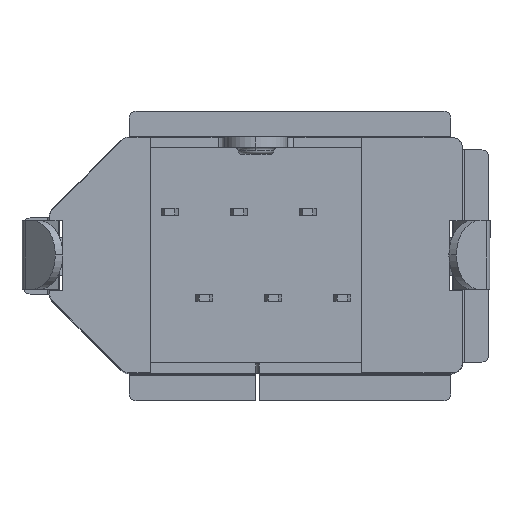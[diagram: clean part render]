
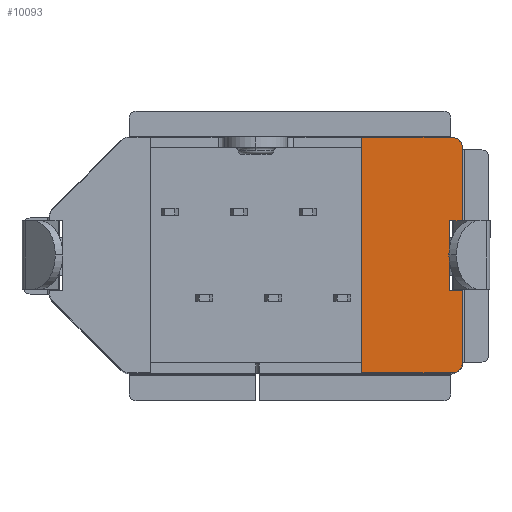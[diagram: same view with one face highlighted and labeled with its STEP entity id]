
A CAD part, top view. The second image highlights one B-rep face of the part: STEP entity #10093.
In plain terms, the highlighted planar face has unit normal (0, 0, 1).
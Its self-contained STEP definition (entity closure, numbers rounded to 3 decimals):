
#28 = LINE ( 'NONE', #16731, #2499 ) ;
#86 = LINE ( 'NONE', #5247, #15234 ) ;
#405 = DIRECTION ( 'NONE',  ( 1., 0., 0. ) ) ;
#1397 = LINE ( 'NONE', #10305, #11190 ) ;
#1463 = CIRCLE ( 'NONE', #11753, 0.3 ) ;
#1634 = DIRECTION ( 'NONE',  ( 0., 0., 1. ) ) ;
#1663 = FACE_OUTER_BOUND ( 'NONE', #9765, .T. ) ;
#1741 = CARTESIAN_POINT ( 'NONE',  ( 5.605, 0.998, 14.85 ) ) ;
#1789 = CARTESIAN_POINT ( 'NONE',  ( 5.893, 1., 14.85 ) ) ;
#1859 = VERTEX_POINT ( 'NONE', #8550 ) ;
#2425 = CARTESIAN_POINT ( 'NONE',  ( 5.985, -1.032, 14.85 ) ) ;
#2499 = VECTOR ( 'NONE', #7569, 1000. ) ;
#2801 = CARTESIAN_POINT ( 'NONE',  ( 5.893, 0.998, 14.85 ) ) ;
#2814 = VERTEX_POINT ( 'NONE', #9149 ) ;
#2856 = EDGE_CURVE ( 'NONE', #1859, #6684, #16699, .T. ) ;
#3295 = VERTEX_POINT ( 'NONE', #6561 ) ;
#3489 = ORIENTED_EDGE ( 'NONE', *, *, #10983, .T. ) ;
#3671 = CIRCLE ( 'NONE', #8004, 0.3 ) ;
#3819 = VERTEX_POINT ( 'NONE', #4169 ) ;
#3935 = ORIENTED_EDGE ( 'NONE', *, *, #4725, .T. ) ;
#4077 = DIRECTION ( 'NONE',  ( 0., 0., 1. ) ) ;
#4169 = CARTESIAN_POINT ( 'NONE',  ( 3.07, -3.41, 14.85 ) ) ;
#4725 = EDGE_CURVE ( 'NONE', #7636, #3295, #11924, .T. ) ;
#4895 = CARTESIAN_POINT ( 'NONE',  ( 5.685, 3.41, 14.85 ) ) ;
#5032 = VECTOR ( 'NONE', #13693, 1000. ) ;
#5085 = CARTESIAN_POINT ( 'NONE',  ( 5.985, -3.11, 14.85 ) ) ;
#5229 = VECTOR ( 'NONE', #7592, 1000. ) ;
#5247 = CARTESIAN_POINT ( 'NONE',  ( -3.685, -3.41, 14.85 ) ) ;
#5434 = EDGE_CURVE ( 'NONE', #3819, #6677, #86, .T. ) ;
#5471 = CARTESIAN_POINT ( 'NONE',  ( 5.715, 1., 14.85 ) ) ;
#5806 = ORIENTED_EDGE ( 'NONE', *, *, #12513, .T. ) ;
#5859 = EDGE_CURVE ( 'NONE', #9657, #10456, #28, .T. ) ;
#5999 = VECTOR ( 'NONE', #15430, 1000. ) ;
#6235 = DIRECTION ( 'NONE',  ( 1., 0., 0. ) ) ;
#6429 = VECTOR ( 'NONE', #14271, 1000. ) ;
#6496 = CARTESIAN_POINT ( 'NONE',  ( 5.685, -3.41, 14.85 ) ) ;
#6544 = EDGE_CURVE ( 'NONE', #10456, #9478, #14315, .T. ) ;
#6561 = CARTESIAN_POINT ( 'NONE',  ( 5.985, 1., 14.85 ) ) ;
#6582 = EDGE_CURVE ( 'NONE', #10683, #16381, #1397, .T. ) ;
#6677 = VERTEX_POINT ( 'NONE', #6496 ) ;
#6684 = VERTEX_POINT ( 'NONE', #10893 ) ;
#6998 = ORIENTED_EDGE ( 'NONE', *, *, #2856, .T. ) ;
#7126 = EDGE_CURVE ( 'NONE', #2814, #10683, #1463, .T. ) ;
#7492 = ORIENTED_EDGE ( 'NONE', *, *, #7126, .T. ) ;
#7536 = DIRECTION ( 'NONE',  ( 0., -1., 0. ) ) ;
#7569 = DIRECTION ( 'NONE',  ( -1., 0., 0. ) ) ;
#7592 = DIRECTION ( 'NONE',  ( 0., -1., 0. ) ) ;
#7636 = VERTEX_POINT ( 'NONE', #1789 ) ;
#7723 = ORIENTED_EDGE ( 'NONE', *, *, #6544, .F. ) ;
#8004 = AXIS2_PLACEMENT_3D ( 'NONE', #13248, #4077, #15847 ) ;
#8550 = CARTESIAN_POINT ( 'NONE',  ( 5.985, -3.11, 14.85 ) ) ;
#8777 = ORIENTED_EDGE ( 'NONE', *, *, #9532, .F. ) ;
#9060 = CARTESIAN_POINT ( 'NONE',  ( 5.893, 0., 14.85 ) ) ;
#9149 = CARTESIAN_POINT ( 'NONE',  ( 5.985, 3.11, 14.85 ) ) ;
#9397 = ORIENTED_EDGE ( 'NONE', *, *, #10812, .T. ) ;
#9478 = VERTEX_POINT ( 'NONE', #15980 ) ;
#9532 = EDGE_CURVE ( 'NONE', #9478, #6684, #10053, .T. ) ;
#9551 = PLANE ( 'NONE',  #16459 ) ;
#9639 = CARTESIAN_POINT ( 'NONE',  ( 5.675, 3.1, 14.85 ) ) ;
#9657 = VERTEX_POINT ( 'NONE', #2801 ) ;
#9765 = EDGE_LOOP ( 'NONE', ( #13145, #3935, #5806, #7492, #15343, #9397, #10494, #3489, #6998, #8777, #7723, #11717 ) ) ;
#10053 = LINE ( 'NONE', #2425, #11575 ) ;
#10093 = ADVANCED_FACE ( 'NONE', ( #1663 ), #9551, .T. ) ;
#10305 = CARTESIAN_POINT ( 'NONE',  ( 5.685, 3.41, 14.85 ) ) ;
#10456 = VERTEX_POINT ( 'NONE', #1741 ) ;
#10494 = ORIENTED_EDGE ( 'NONE', *, *, #5434, .T. ) ;
#10649 = DIRECTION ( 'NONE',  ( 1., 0., 0. ) ) ;
#10683 = VERTEX_POINT ( 'NONE', #4895 ) ;
#10699 = DIRECTION ( 'NONE',  ( 1., 0., 0. ) ) ;
#10812 = EDGE_CURVE ( 'NONE', #16381, #3819, #10969, .T. ) ;
#10893 = CARTESIAN_POINT ( 'NONE',  ( 5.985, -1.032, 14.85 ) ) ;
#10969 = LINE ( 'NONE', #16139, #5032 ) ;
#10983 = EDGE_CURVE ( 'NONE', #6677, #1859, #3671, .T. ) ;
#11190 = VECTOR ( 'NONE', #11596, 1000. ) ;
#11575 = VECTOR ( 'NONE', #6235, 1000. ) ;
#11596 = DIRECTION ( 'NONE',  ( -1., 0., 0. ) ) ;
#11717 = ORIENTED_EDGE ( 'NONE', *, *, #5859, .F. ) ;
#11753 = AXIS2_PLACEMENT_3D ( 'NONE', #12072, #1634, #10699 ) ;
#11877 = VECTOR ( 'NONE', #7536, 1000. ) ;
#11924 = LINE ( 'NONE', #5471, #12545 ) ;
#12072 = CARTESIAN_POINT ( 'NONE',  ( 5.685, 3.11, 14.85 ) ) ;
#12191 = DIRECTION ( 'NONE',  ( 0., 0., 1. ) ) ;
#12513 = EDGE_CURVE ( 'NONE', #3295, #2814, #14019, .T. ) ;
#12545 = VECTOR ( 'NONE', #10649, 1000. ) ;
#13145 = ORIENTED_EDGE ( 'NONE', *, *, #13627, .F. ) ;
#13248 = CARTESIAN_POINT ( 'NONE',  ( 5.685, -3.11, 14.85 ) ) ;
#13627 = EDGE_CURVE ( 'NONE', #7636, #9657, #15338, .T. ) ;
#13693 = DIRECTION ( 'NONE',  ( 0., -1., 0. ) ) ;
#14019 = LINE ( 'NONE', #14352, #6429 ) ;
#14137 = CARTESIAN_POINT ( 'NONE',  ( 5.605, 0.998, 14.85 ) ) ;
#14271 = DIRECTION ( 'NONE',  ( 0., 1., 0. ) ) ;
#14315 = LINE ( 'NONE', #14137, #5229 ) ;
#14352 = CARTESIAN_POINT ( 'NONE',  ( 5.985, -3.11, 14.85 ) ) ;
#15234 = VECTOR ( 'NONE', #15584, 1000. ) ;
#15338 = LINE ( 'NONE', #9060, #11877 ) ;
#15343 = ORIENTED_EDGE ( 'NONE', *, *, #6582, .T. ) ;
#15430 = DIRECTION ( 'NONE',  ( 0., 1., 0. ) ) ;
#15584 = DIRECTION ( 'NONE',  ( 1., 0., 0. ) ) ;
#15847 = DIRECTION ( 'NONE',  ( 1., 0., 0. ) ) ;
#15980 = CARTESIAN_POINT ( 'NONE',  ( 5.605, -1.032, 14.85 ) ) ;
#16139 = CARTESIAN_POINT ( 'NONE',  ( 3.07, 6.59, 14.85 ) ) ;
#16381 = VERTEX_POINT ( 'NONE', #16736 ) ;
#16459 = AXIS2_PLACEMENT_3D ( 'NONE', #9639, #12191, #405 ) ;
#16699 = LINE ( 'NONE', #5085, #5999 ) ;
#16731 = CARTESIAN_POINT ( 'NONE',  ( 5.985, 0.998, 14.85 ) ) ;
#16736 = CARTESIAN_POINT ( 'NONE',  ( 3.07, 3.41, 14.85 ) ) ;
